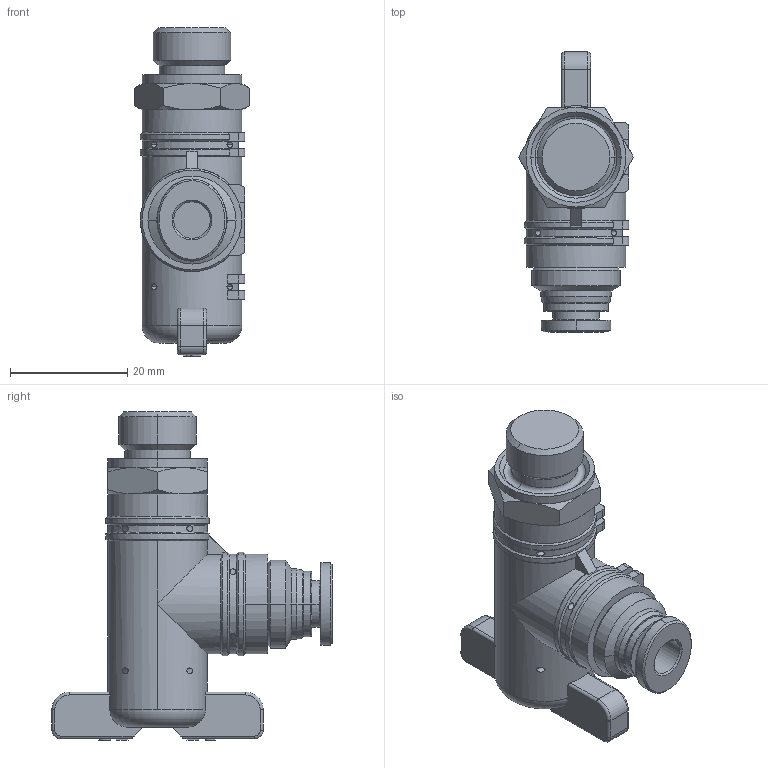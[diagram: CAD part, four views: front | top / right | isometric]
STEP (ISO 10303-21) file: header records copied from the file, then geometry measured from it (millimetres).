
FILE_DESCRIPTION((''),'2;1');
FILE_NAME('BL2006G02-mdt.stp','2017-07-24T19:04:49',(''),(''),'Mechanical Desktop 2009','Mechanical Desktop 2009',', , ');
FILE_SCHEMA(('CONFIG_CONTROL_DESIGN'));
Length unit declared in the file: millimetre
Products named in the file (4): BL2006G02-MDT; BL2006G01-MDT; BL 20-02; PART1
Assembly tree (3 placements, depth 3):
  BL2006G02-MDT
    BL2006G01-MDT
    BL 20-02
      PART1
Bounding box: 19.63 x 47.75 x 55.95 mm (x, y, z)
Volume: 17680.2 mm3; surface area: 6653.4 mm2
Topology: 2 solids, 4 shells, 408 faces, 1057 edges, 677 vertices
Faces by surface type: plane 232, cylinder 108, cone 44, torus 18, bspline 6
Entity records: 14110 total; most frequent: CARTESIAN_POINT 4105, ORIENTED_EDGE 2110, DIRECTION 1999, EDGE_CURVE 1055, VERTEX_POINT 677, VECTOR 677, LINE 677, AXIS2_PLACEMENT_3D 661
